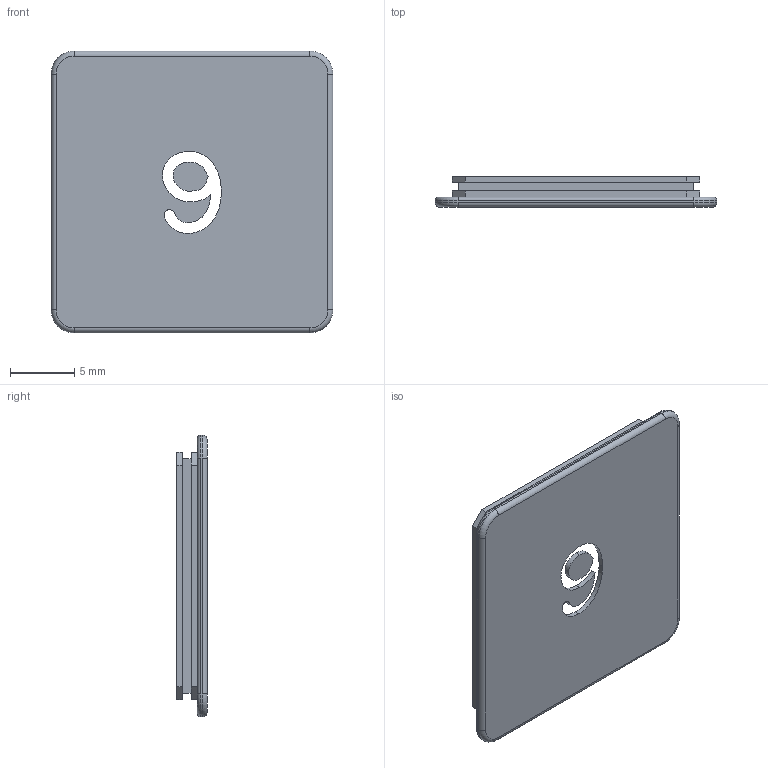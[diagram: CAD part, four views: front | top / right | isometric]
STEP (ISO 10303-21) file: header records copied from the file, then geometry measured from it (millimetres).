
FILE_DESCRIPTION (( 'STEP AP203' ), '1' );
FILE_NAME ('1005022-019.STEP', '2021-03-03T11:57:52', ( '' ), ( '' ), 'SwSTEP 2.0', 'SolidWorks 2019', '' );
FILE_SCHEMA (( 'CONFIG_CONTROL_DESIGN' ));
Length unit declared in the file: inch
Products named in the file (1): 1005022-019
Bounding box: 21.84 x 2.36 x 21.84 mm (x, y, z)
Volume: 638.6 mm3; surface area: 1209.8 mm2
Topology: 2 solids, 2 shells, 83 faces, 195 edges, 118 vertices
Faces by surface type: plane 46, bspline 17, cylinder 12, torus 8
Entity records: 3308 total; most frequent: CARTESIAN_POINT 1430, ORIENTED_EDGE 390, DIRECTION 327, EDGE_CURVE 195, VECTOR 129, LINE 129, VERTEX_POINT 118, AXIS2_PLACEMENT_3D 99
